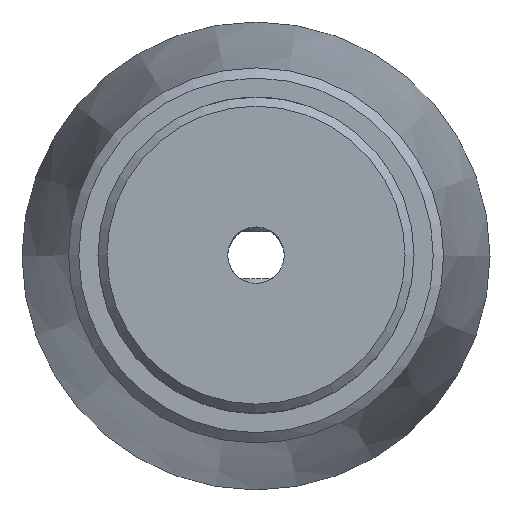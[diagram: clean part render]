
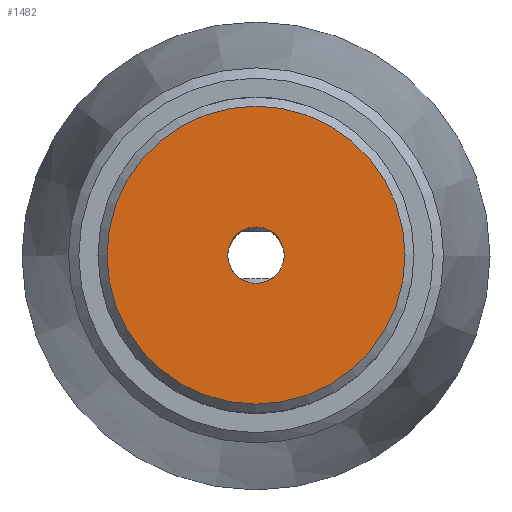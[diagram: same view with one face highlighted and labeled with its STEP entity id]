
A CAD part, top view. The second image highlights one B-rep face of the part: STEP entity #1482.
In plain terms, the highlighted planar face has unit normal (0, 0, 1).
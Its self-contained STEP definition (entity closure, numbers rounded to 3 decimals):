
#257=ORIENTED_EDGE('',*,*,#502,.T.);
#258=ORIENTED_EDGE('',*,*,#503,.T.);
#502=EDGE_CURVE('',#620,#620,#692,.T.);
#503=EDGE_CURVE('',#621,#621,#693,.F.);
#620=VERTEX_POINT('',#2166);
#621=VERTEX_POINT('',#2168);
#692=CIRCLE('',#1574,1.25);
#693=CIRCLE('',#1575,6.6);
#750=EDGE_LOOP('',(#257));
#751=EDGE_LOOP('',(#258));
#854=FACE_BOUND('',#750,.T.);
#855=FACE_BOUND('',#751,.T.);
#940=PLANE('',#1573);
#1482=ADVANCED_FACE('',(#854,#855),#940,.F.);
#1573=AXIS2_PLACEMENT_3D('',#2164,#1743,#1744);
#1574=AXIS2_PLACEMENT_3D('',#2165,#1745,#1746);
#1575=AXIS2_PLACEMENT_3D('',#2167,#1747,#1748);
#1743=DIRECTION('',(0.,0.,-1.));
#1744=DIRECTION('',(-1.,0.,0.));
#1745=DIRECTION('',(0.,0.,-1.));
#1746=DIRECTION('',(-1.,0.,0.));
#1747=DIRECTION('',(0.,0.,-1.));
#1748=DIRECTION('',(-1.,0.,0.));
#2164=CARTESIAN_POINT('',(7.,0.,30.6));
#2165=CARTESIAN_POINT('',(0.,0.,30.6));
#2166=CARTESIAN_POINT('',(-1.25,0.,30.6));
#2167=CARTESIAN_POINT('',(0.,0.,30.6));
#2168=CARTESIAN_POINT('',(-6.6,0.,30.6));
